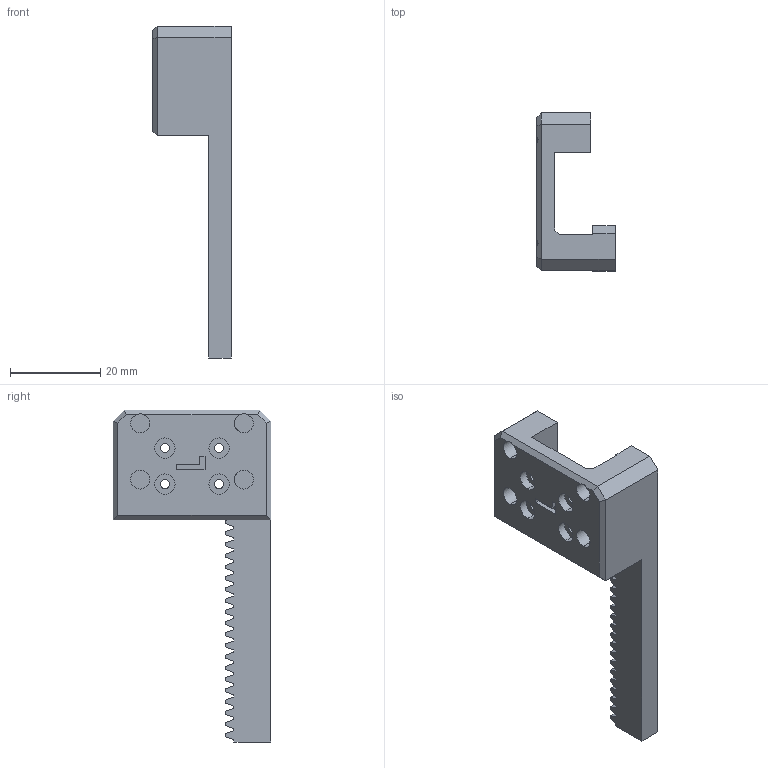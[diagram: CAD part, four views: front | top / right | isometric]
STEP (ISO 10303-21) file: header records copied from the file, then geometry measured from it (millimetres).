
FILE_DESCRIPTION (( 'STEP AP214' ), '1' );
FILE_NAME ('gripper_jaw_100mm_L.STEP', '2025-12-26T14:56:29', ( '' ), ( '' ), 'SwSTEP 2.0', 'SolidWorks 2020', '' );
FILE_SCHEMA (( 'AUTOMOTIVE_DESIGN' ));
Length unit declared in the file: millimetre
Products named in the file (1): gripper_jaw_100mm_L
Bounding box: 17.4 x 35 x 73.66 mm (x, y, z)
Volume: 9407.5 mm3; surface area: 5818.9 mm2
Topology: 1 solids, 1 shells, 177 faces, 510 edges, 338 vertices
Faces by surface type: plane 153, cylinder 24
Entity records: 5784 total; most frequent: CARTESIAN_POINT 1044, ORIENTED_EDGE 1020, DIRECTION 910, EDGE_CURVE 510, VECTOR 454, LINE 454, VERTEX_POINT 338, AXIS2_PLACEMENT_3D 228
